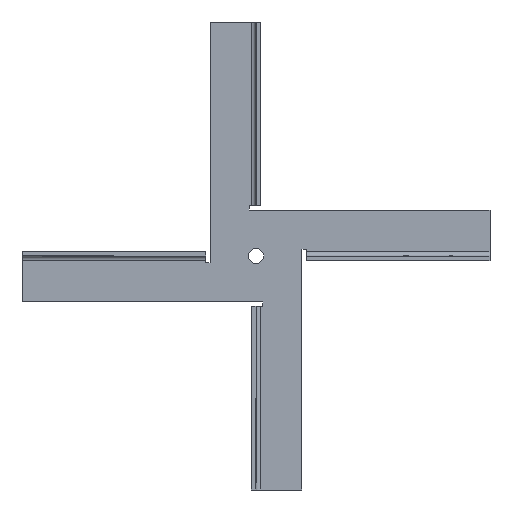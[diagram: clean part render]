
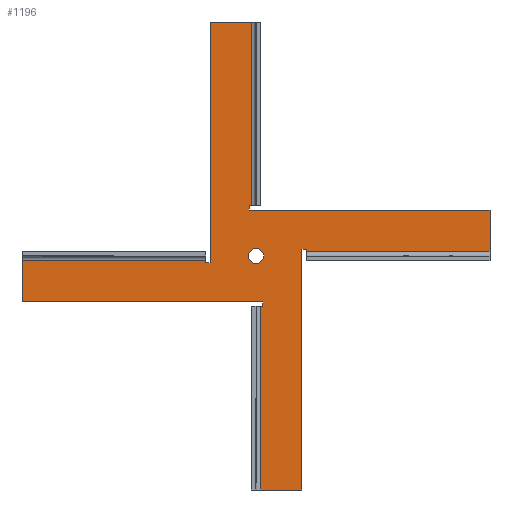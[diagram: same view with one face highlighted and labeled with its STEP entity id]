
A CAD part, front view. The second image highlights one B-rep face of the part: STEP entity #1196.
In plain terms, the highlighted planar face has unit normal (0, -1, 0).
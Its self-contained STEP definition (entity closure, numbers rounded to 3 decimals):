
#40=FACE_BOUND('',#237,.T.);
#78=PLANE('',#1327);
#144=FACE_OUTER_BOUND('',#236,.T.);
#236=EDGE_LOOP('',(#1061,#1062,#1063,#1064,#1065,#1066,#1067,#1068,#1069,
#1070,#1071,#1072,#1073,#1074,#1075,#1076,#1077,#1078,#1079,#1080));
#237=EDGE_LOOP('',(#1081));
#260=LINE('',#1759,#381);
#276=LINE('',#1800,#397);
#292=LINE('',#1841,#413);
#307=LINE('',#1877,#428);
#310=LINE('',#1883,#431);
#313=LINE('',#1889,#434);
#316=LINE('',#1895,#437);
#319=LINE('',#1901,#440);
#322=LINE('',#1907,#443);
#337=LINE('',#1940,#458);
#351=LINE('',#1973,#472);
#353=LINE('',#1977,#474);
#355=LINE('',#1981,#476);
#356=LINE('',#1982,#477);
#357=LINE('',#1984,#478);
#358=LINE('',#1985,#479);
#359=LINE('',#1987,#480);
#360=LINE('',#1988,#481);
#361=LINE('',#1990,#482);
#362=LINE('',#1991,#483);
#381=VECTOR('',#1429,10.);
#397=VECTOR('',#1471,10.);
#413=VECTOR('',#1513,10.);
#428=VECTOR('',#1552,10.);
#431=VECTOR('',#1557,10.);
#434=VECTOR('',#1562,10.);
#437=VECTOR('',#1567,10.);
#440=VECTOR('',#1572,10.);
#443=VECTOR('',#1577,10.);
#458=VECTOR('',#1600,10.);
#472=VECTOR('',#1638,10.);
#474=VECTOR('',#1642,10.);
#476=VECTOR('',#1646,10.);
#477=VECTOR('',#1647,10.);
#478=VECTOR('',#1648,10.);
#479=VECTOR('',#1649,10.);
#480=VECTOR('',#1650,10.);
#481=VECTOR('',#1651,10.);
#482=VECTOR('',#1652,10.);
#483=VECTOR('',#1653,10.);
#530=CIRCLE('',#1328,3.3);
#557=VERTEX_POINT('',#1756);
#558=VERTEX_POINT('',#1758);
#569=VERTEX_POINT('',#1797);
#570=VERTEX_POINT('',#1799);
#581=VERTEX_POINT('',#1838);
#582=VERTEX_POINT('',#1840);
#591=VERTEX_POINT('',#1876);
#593=VERTEX_POINT('',#1882);
#595=VERTEX_POINT('',#1888);
#597=VERTEX_POINT('',#1894);
#599=VERTEX_POINT('',#1900);
#601=VERTEX_POINT('',#1906);
#614=VERTEX_POINT('',#1937);
#615=VERTEX_POINT('',#1939);
#622=VERTEX_POINT('',#1972);
#623=VERTEX_POINT('',#1976);
#624=VERTEX_POINT('',#1980);
#625=VERTEX_POINT('',#1983);
#626=VERTEX_POINT('',#1986);
#627=VERTEX_POINT('',#1989);
#628=VERTEX_POINT('',#1992);
#667=EDGE_CURVE('',#558,#557,#260,.T.);
#687=EDGE_CURVE('',#570,#569,#276,.T.);
#707=EDGE_CURVE('',#582,#581,#292,.T.);
#725=EDGE_CURVE('',#591,#558,#307,.T.);
#728=EDGE_CURVE('',#593,#591,#310,.T.);
#731=EDGE_CURVE('',#595,#570,#313,.T.);
#734=EDGE_CURVE('',#597,#595,#316,.T.);
#737=EDGE_CURVE('',#599,#582,#319,.T.);
#740=EDGE_CURVE('',#601,#599,#322,.T.);
#757=EDGE_CURVE('',#615,#614,#337,.T.);
#774=EDGE_CURVE('',#622,#615,#351,.T.);
#776=EDGE_CURVE('',#623,#622,#353,.T.);
#778=EDGE_CURVE('',#624,#557,#355,.T.);
#779=EDGE_CURVE('',#624,#597,#356,.T.);
#780=EDGE_CURVE('',#625,#569,#357,.T.);
#781=EDGE_CURVE('',#625,#623,#358,.T.);
#782=EDGE_CURVE('',#626,#614,#359,.T.);
#783=EDGE_CURVE('',#626,#601,#360,.T.);
#784=EDGE_CURVE('',#627,#581,#361,.T.);
#785=EDGE_CURVE('',#627,#593,#362,.T.);
#786=EDGE_CURVE('',#628,#628,#530,.T.);
#1061=ORIENTED_EDGE('',*,*,#725,.T.);
#1062=ORIENTED_EDGE('',*,*,#667,.T.);
#1063=ORIENTED_EDGE('',*,*,#778,.F.);
#1064=ORIENTED_EDGE('',*,*,#779,.T.);
#1065=ORIENTED_EDGE('',*,*,#734,.T.);
#1066=ORIENTED_EDGE('',*,*,#731,.T.);
#1067=ORIENTED_EDGE('',*,*,#687,.T.);
#1068=ORIENTED_EDGE('',*,*,#780,.F.);
#1069=ORIENTED_EDGE('',*,*,#781,.T.);
#1070=ORIENTED_EDGE('',*,*,#776,.T.);
#1071=ORIENTED_EDGE('',*,*,#774,.T.);
#1072=ORIENTED_EDGE('',*,*,#757,.T.);
#1073=ORIENTED_EDGE('',*,*,#782,.F.);
#1074=ORIENTED_EDGE('',*,*,#783,.T.);
#1075=ORIENTED_EDGE('',*,*,#740,.T.);
#1076=ORIENTED_EDGE('',*,*,#737,.T.);
#1077=ORIENTED_EDGE('',*,*,#707,.T.);
#1078=ORIENTED_EDGE('',*,*,#784,.F.);
#1079=ORIENTED_EDGE('',*,*,#785,.T.);
#1080=ORIENTED_EDGE('',*,*,#728,.T.);
#1081=ORIENTED_EDGE('',*,*,#786,.T.);
#1196=ADVANCED_FACE('',(#144,#40),#78,.F.);
#1327=AXIS2_PLACEMENT_3D('',#1979,#1644,#1645);
#1328=AXIS2_PLACEMENT_3D('',#1993,#1654,#1655);
#1429=DIRECTION('',(0.,0.,-1.));
#1471=DIRECTION('',(1.,0.,0.));
#1513=DIRECTION('',(-1.,0.,0.));
#1552=DIRECTION('',(-1.,0.,0.));
#1557=DIRECTION('',(0.,0.,-1.));
#1562=DIRECTION('',(0.,0.,-1.));
#1567=DIRECTION('',(1.,0.,0.));
#1572=DIRECTION('',(0.,0.,1.));
#1577=DIRECTION('',(-1.,0.,0.));
#1600=DIRECTION('',(0.,0.,1.));
#1638=DIRECTION('',(1.,0.,0.));
#1642=DIRECTION('',(0.,0.,1.));
#1644=DIRECTION('center_axis',(0.,1.,0.));
#1645=DIRECTION('ref_axis',(0.,0.,1.));
#1646=DIRECTION('',(-1.,0.,0.));
#1647=DIRECTION('',(0.,0.,1.));
#1648=DIRECTION('',(0.,0.,-1.));
#1649=DIRECTION('',(-1.,0.,0.));
#1650=DIRECTION('',(1.,0.,0.));
#1651=DIRECTION('',(0.,0.,-1.));
#1652=DIRECTION('',(0.,0.,1.));
#1653=DIRECTION('',(1.,0.,0.));
#1654=DIRECTION('center_axis',(0.,1.,0.));
#1655=DIRECTION('ref_axis',(-1.,0.,0.));
#1756=CARTESIAN_POINT('',(2.,0.,-102.));
#1758=CARTESIAN_POINT('',(2.,0.,-22.));
#1759=CARTESIAN_POINT('',(2.,0.,-11.));
#1797=CARTESIAN_POINT('',(102.,0.,2.));
#1799=CARTESIAN_POINT('',(22.,0.,2.));
#1800=CARTESIAN_POINT('',(11.,0.,2.));
#1838=CARTESIAN_POINT('',(-102.,0.,-2.));
#1840=CARTESIAN_POINT('',(-22.,0.,-2.));
#1841=CARTESIAN_POINT('',(-11.,0.,-2.));
#1876=CARTESIAN_POINT('',(3.,0.,-22.));
#1877=CARTESIAN_POINT('',(1.5,0.,-22.));
#1882=CARTESIAN_POINT('',(3.,0.,-20.));
#1883=CARTESIAN_POINT('',(3.,0.,-10.));
#1888=CARTESIAN_POINT('',(22.,0.,3.));
#1889=CARTESIAN_POINT('',(22.,0.,1.5));
#1894=CARTESIAN_POINT('',(20.,0.,3.));
#1895=CARTESIAN_POINT('',(10.,0.,3.));
#1900=CARTESIAN_POINT('',(-22.,0.,-3.));
#1901=CARTESIAN_POINT('',(-22.,0.,-1.5));
#1906=CARTESIAN_POINT('',(-20.,0.,-3.));
#1907=CARTESIAN_POINT('',(-10.,0.,-3.));
#1937=CARTESIAN_POINT('',(-2.,0.,102.));
#1939=CARTESIAN_POINT('',(-2.,0.,22.));
#1940=CARTESIAN_POINT('',(-2.,0.,11.));
#1972=CARTESIAN_POINT('',(-3.,0.,22.));
#1973=CARTESIAN_POINT('',(-1.5,0.,22.));
#1976=CARTESIAN_POINT('',(-3.,0.,20.));
#1977=CARTESIAN_POINT('',(-3.,0.,10.));
#1979=CARTESIAN_POINT('Origin',(0.,0.,0.));
#1980=CARTESIAN_POINT('',(20.,0.,-102.));
#1981=CARTESIAN_POINT('',(20.,0.,-102.));
#1982=CARTESIAN_POINT('',(20.,0.,0.));
#1983=CARTESIAN_POINT('',(102.,0.,20.));
#1984=CARTESIAN_POINT('',(102.,0.,20.));
#1985=CARTESIAN_POINT('',(0.,0.,20.));
#1986=CARTESIAN_POINT('',(-20.,0.,102.));
#1987=CARTESIAN_POINT('',(-20.,0.,102.));
#1988=CARTESIAN_POINT('',(-20.,0.,0.));
#1989=CARTESIAN_POINT('',(-102.,0.,-20.));
#1990=CARTESIAN_POINT('',(-102.,0.,-20.));
#1991=CARTESIAN_POINT('',(0.,0.,-20.));
#1992=CARTESIAN_POINT('',(3.3,0.,0.));
#1993=CARTESIAN_POINT('Origin',(0.,0.,0.));
